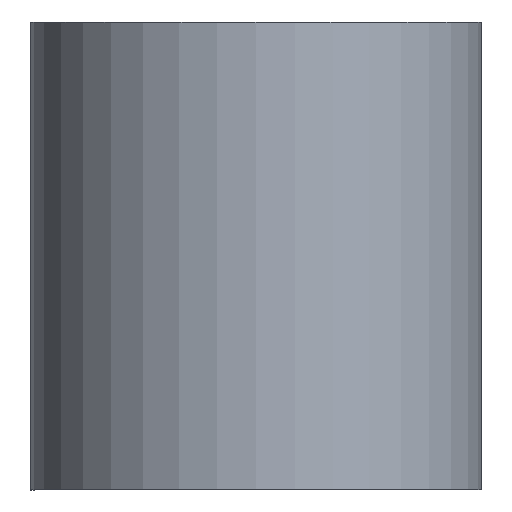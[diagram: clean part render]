
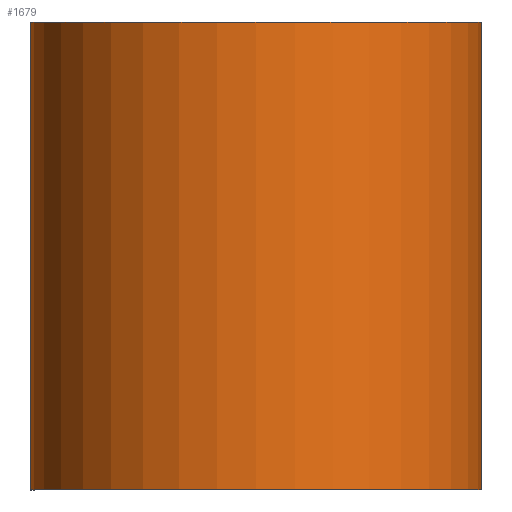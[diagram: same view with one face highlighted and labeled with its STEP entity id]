
A CAD part, top view. The second image highlights one B-rep face of the part: STEP entity #1679.
In plain terms, the highlighted cylindrical face has radius 26.523 mm (diameter 53.046 mm), a partial arc.
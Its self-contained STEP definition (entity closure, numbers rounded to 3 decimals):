
#32 = ORIENTED_EDGE ( 'NONE', *, *, #343, .T. ) ;
#58 = AXIS2_PLACEMENT_3D ( 'NONE', #1716, #768, #1439 ) ;
#234 = DIRECTION ( 'NONE',  ( 0., -1., 0. ) ) ;
#264 = LINE ( 'NONE', #790, #821 ) ;
#342 = LINE ( 'NONE', #1602, #984 ) ;
#343 = EDGE_CURVE ( 'NONE', #846, #1531, #264, .T. ) ;
#389 = AXIS2_PLACEMENT_3D ( 'NONE', #404, #884, #1038 ) ;
#390 = CARTESIAN_POINT ( 'NONE',  ( -26.748, 0., 0. ) ) ;
#401 = EDGE_CURVE ( 'NONE', #1608, #1229, #342, .T. ) ;
#404 = CARTESIAN_POINT ( 'NONE',  ( -0.225, 0., 0. ) ) ;
#450 = ORIENTED_EDGE ( 'NONE', *, *, #1743, .T. ) ;
#544 = CARTESIAN_POINT ( 'NONE',  ( -26.748, 55., 0. ) ) ;
#670 = ORIENTED_EDGE ( 'NONE', *, *, #401, .F. ) ;
#725 = CARTESIAN_POINT ( 'NONE',  ( -0.225, 55., 0. ) ) ;
#751 = CARTESIAN_POINT ( 'NONE',  ( 26.298, 0., 0. ) ) ;
#767 = ORIENTED_EDGE ( 'NONE', *, *, #1101, .F. ) ;
#768 = DIRECTION ( 'NONE',  ( 0., -1., 0. ) ) ;
#790 = CARTESIAN_POINT ( 'NONE',  ( -26.748, 55., 0. ) ) ;
#821 = VECTOR ( 'NONE', #932, 1000. ) ;
#846 = VERTEX_POINT ( 'NONE', #544 ) ;
#884 = DIRECTION ( 'NONE',  ( 0., -1., 0. ) ) ;
#932 = DIRECTION ( 'NONE',  ( 0., -1., 0. ) ) ;
#984 = VECTOR ( 'NONE', #1307, 1000. ) ;
#993 = CIRCLE ( 'NONE', #389, 26.523 ) ;
#1024 = CIRCLE ( 'NONE', #58, 26.523 ) ;
#1038 = DIRECTION ( 'NONE',  ( 1., 0., 0. ) ) ;
#1101 = EDGE_CURVE ( 'NONE', #1229, #1531, #993, .T. ) ;
#1229 = VERTEX_POINT ( 'NONE', #751 ) ;
#1307 = DIRECTION ( 'NONE',  ( 0., -1., 0. ) ) ;
#1423 = EDGE_LOOP ( 'NONE', ( #767, #670, #450, #32 ) ) ;
#1439 = DIRECTION ( 'NONE',  ( 1., 0., 0. ) ) ;
#1491 = AXIS2_PLACEMENT_3D ( 'NONE', #725, #234, #1828 ) ;
#1531 = VERTEX_POINT ( 'NONE', #390 ) ;
#1533 = CARTESIAN_POINT ( 'NONE',  ( 26.298, 55., 0. ) ) ;
#1541 = CYLINDRICAL_SURFACE ( 'NONE', #1491, 26.523 ) ;
#1602 = CARTESIAN_POINT ( 'NONE',  ( 26.298, 55., 0. ) ) ;
#1608 = VERTEX_POINT ( 'NONE', #1533 ) ;
#1679 = ADVANCED_FACE ( 'NONE', ( #1834 ), #1541, .T. ) ;
#1716 = CARTESIAN_POINT ( 'NONE',  ( -0.225, 55., 0. ) ) ;
#1743 = EDGE_CURVE ( 'NONE', #1608, #846, #1024, .T. ) ;
#1828 = DIRECTION ( 'NONE',  ( 0., 0., -1. ) ) ;
#1834 = FACE_OUTER_BOUND ( 'NONE', #1423, .T. ) ;
